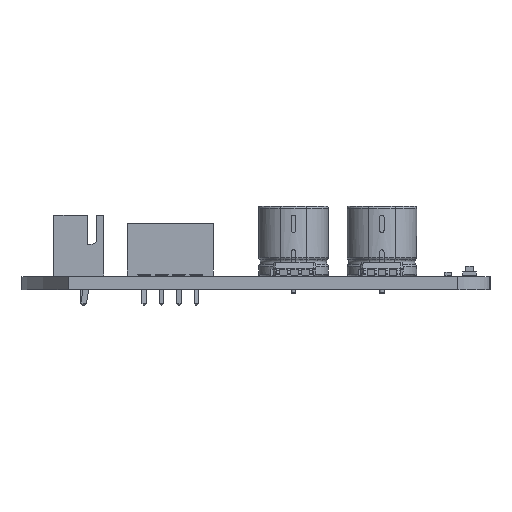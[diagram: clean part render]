
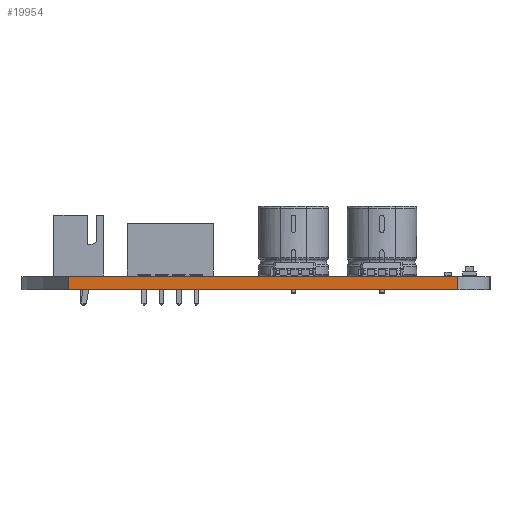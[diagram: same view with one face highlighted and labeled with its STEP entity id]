
A CAD part, left-side view. The second image highlights one B-rep face of the part: STEP entity #19954.
In plain terms, the highlighted planar face has unit normal (-1, 0, 0).
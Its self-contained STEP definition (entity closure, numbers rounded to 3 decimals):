
#19916 = EDGE_CURVE('',#19917,#19919,#19921,.T.);
#19917 = VERTEX_POINT('',#19918);
#19918 = CARTESIAN_POINT('',(118.001,-105.256,0.));
#19919 = VERTEX_POINT('',#19920);
#19920 = CARTESIAN_POINT('',(118.001,-105.256,1.51));
#19921 = LINE('',#19922,#19923);
#19922 = CARTESIAN_POINT('',(118.001,-105.256,0.));
#19923 = VECTOR('',#19924,1.);
#19924 = DIRECTION('',(0.,0.,1.));
#19954 = ADVANCED_FACE('',(#19955),#19980,.T.);
#19955 = FACE_BOUND('',#19956,.T.);
#19956 = EDGE_LOOP('',(#19957,#19967,#19973,#19974));
#19957 = ORIENTED_EDGE('',*,*,#19958,.T.);
#19958 = EDGE_CURVE('',#19959,#19961,#19963,.T.);
#19959 = VERTEX_POINT('',#19960);
#19960 = CARTESIAN_POINT('',(118.,-150.,0.));
#19961 = VERTEX_POINT('',#19962);
#19962 = CARTESIAN_POINT('',(118.,-150.,1.51));
#19963 = LINE('',#19964,#19965);
#19964 = CARTESIAN_POINT('',(118.,-150.,0.));
#19965 = VECTOR('',#19966,1.);
#19966 = DIRECTION('',(0.,0.,1.));
#19967 = ORIENTED_EDGE('',*,*,#19968,.T.);
#19968 = EDGE_CURVE('',#19961,#19919,#19969,.T.);
#19969 = LINE('',#19970,#19971);
#19970 = CARTESIAN_POINT('',(118.,-150.,1.51));
#19971 = VECTOR('',#19972,1.);
#19972 = DIRECTION('',(0.,1.,0.));
#19973 = ORIENTED_EDGE('',*,*,#19916,.F.);
#19974 = ORIENTED_EDGE('',*,*,#19975,.F.);
#19975 = EDGE_CURVE('',#19959,#19917,#19976,.T.);
#19976 = LINE('',#19977,#19978);
#19977 = CARTESIAN_POINT('',(118.,-150.,0.));
#19978 = VECTOR('',#19979,1.);
#19979 = DIRECTION('',(0.,1.,0.));
#19980 = PLANE('',#19981);
#19981 = AXIS2_PLACEMENT_3D('',#19982,#19983,#19984);
#19982 = CARTESIAN_POINT('',(118.,-150.,0.));
#19983 = DIRECTION('',(-1.,0.,0.));
#19984 = DIRECTION('',(0.,1.,0.));
